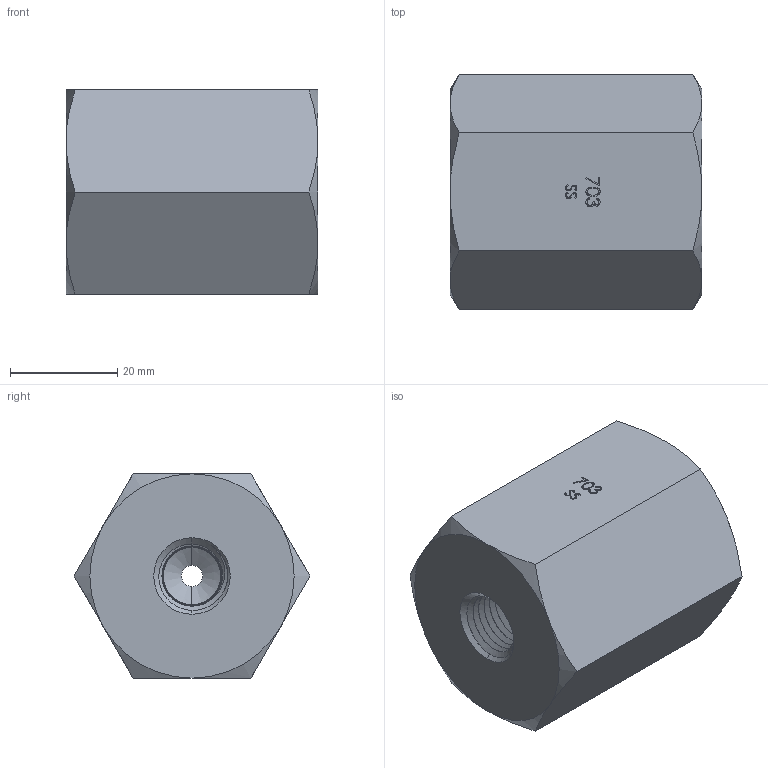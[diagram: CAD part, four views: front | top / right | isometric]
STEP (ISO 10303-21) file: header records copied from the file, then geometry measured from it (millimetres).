
FILE_DESCRIPTION (( 'STEP AP203' ), '1' );
FILE_NAME ('AD-703FSS-4FNPT.STEP', '2025-08-07T18:49:29', ( '' ), ( '' ), 'SwSTEP 2.0', 'SolidWorks 2018', '' );
FILE_SCHEMA (( 'CONFIG_CONTROL_DESIGN' ));
Length unit declared in the file: inch
Products named in the file (1): AD-703FSS-4FNPT
Bounding box: 46.99 x 43.99 x 38.1 mm (x, y, z)
Volume: 44083.3 mm3; surface area: 12301.1 mm2
Topology: 1 solids, 1 shells, 152 faces, 406 edges, 263 vertices
Faces by surface type: bspline 59, cone 37, plane 29, cylinder 27
Entity records: 17536 total; most frequent: CARTESIAN_POINT 14252, ORIENTED_EDGE 812, DIRECTION 409, EDGE_CURVE 406, VERTEX_POINT 263, B_SPLINE_CURVE_WITH_KNOTS 219, EDGE_LOOP 161, FACE_OUTER_BOUND 152
